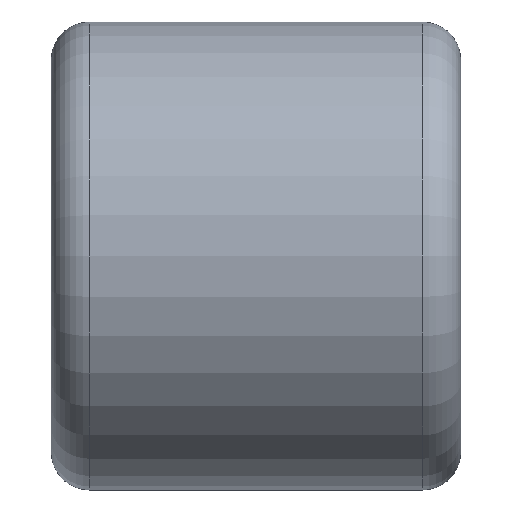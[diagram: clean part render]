
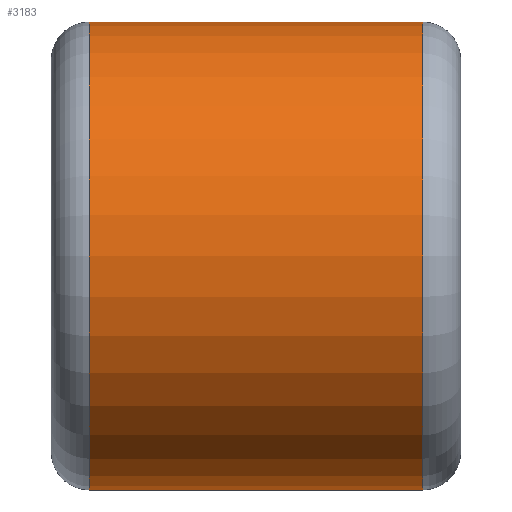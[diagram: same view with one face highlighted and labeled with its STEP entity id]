
A CAD part, front view. The second image highlights one B-rep face of the part: STEP entity #3183.
In plain terms, the highlighted cylindrical face has radius 40 mm (diameter 80 mm), a partial arc.
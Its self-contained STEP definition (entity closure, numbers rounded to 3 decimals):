
#94 = EDGE_CURVE ( 'NONE', #2632, #1718, #4573, .T. ) ;
#147 = CARTESIAN_POINT ( 'NONE',  ( 28.5, 0., 221.542 ) ) ;
#439 = EDGE_CURVE ( 'NONE', #1406, #1646, #2919, .T. ) ;
#524 = DIRECTION ( 'NONE',  ( 0., 0., 1. ) ) ;
#542 = FACE_OUTER_BOUND ( 'NONE', #703, .T. ) ;
#597 = CARTESIAN_POINT ( 'NONE',  ( -28.5, 0., 141.542 ) ) ;
#703 = EDGE_LOOP ( 'NONE', ( #2674, #2422, #2945, #4185 ) ) ;
#748 = AXIS2_PLACEMENT_3D ( 'NONE', #3760, #4494, #524 ) ;
#928 = CARTESIAN_POINT ( 'NONE',  ( 28.5, 0., 181.542 ) ) ;
#1020 = DIRECTION ( 'NONE',  ( 0., 0., 1. ) ) ;
#1127 = CARTESIAN_POINT ( 'NONE',  ( -28.5, 0., 221.542 ) ) ;
#1225 = CIRCLE ( 'NONE', #1993, 40. ) ;
#1406 = VERTEX_POINT ( 'NONE', #1571 ) ;
#1571 = CARTESIAN_POINT ( 'NONE',  ( 28.5, 0., 141.542 ) ) ;
#1646 = VERTEX_POINT ( 'NONE', #597 ) ;
#1718 = VERTEX_POINT ( 'NONE', #1127 ) ;
#1741 = DIRECTION ( 'NONE',  ( -1., 0., 0. ) ) ;
#1812 = DIRECTION ( 'NONE',  ( 0., 0., -1. ) ) ;
#1993 = AXIS2_PLACEMENT_3D ( 'NONE', #928, #1741, #1020 ) ;
#2422 = ORIENTED_EDGE ( 'NONE', *, *, #4313, .T. ) ;
#2482 = DIRECTION ( 'NONE',  ( 1., 0., 0. ) ) ;
#2608 = VECTOR ( 'NONE', #4606, 1000. ) ;
#2632 = VERTEX_POINT ( 'NONE', #147 ) ;
#2674 = ORIENTED_EDGE ( 'NONE', *, *, #439, .F. ) ;
#2789 = CIRCLE ( 'NONE', #3410, 40. ) ;
#2919 = LINE ( 'NONE', #3476, #3305 ) ;
#2945 = ORIENTED_EDGE ( 'NONE', *, *, #94, .T. ) ;
#3151 = CARTESIAN_POINT ( 'NONE',  ( -57.637, 0., 221.542 ) ) ;
#3183 = ADVANCED_FACE ( 'NONE', ( #542 ), #3800, .T. ) ;
#3305 = VECTOR ( 'NONE', #4155, 1000. ) ;
#3410 = AXIS2_PLACEMENT_3D ( 'NONE', #4011, #2482, #1812 ) ;
#3476 = CARTESIAN_POINT ( 'NONE',  ( -57.637, 0., 141.542 ) ) ;
#3760 = CARTESIAN_POINT ( 'NONE',  ( -57.637, 0., 181.542 ) ) ;
#3800 = CYLINDRICAL_SURFACE ( 'NONE', #748, 40. ) ;
#4011 = CARTESIAN_POINT ( 'NONE',  ( -28.5, 0., 181.542 ) ) ;
#4155 = DIRECTION ( 'NONE',  ( -1., 0., 0. ) ) ;
#4185 = ORIENTED_EDGE ( 'NONE', *, *, #4474, .T. ) ;
#4313 = EDGE_CURVE ( 'NONE', #1406, #2632, #1225, .T. ) ;
#4474 = EDGE_CURVE ( 'NONE', #1718, #1646, #2789, .T. ) ;
#4494 = DIRECTION ( 'NONE',  ( -1., 0., 0. ) ) ;
#4573 = LINE ( 'NONE', #3151, #2608 ) ;
#4606 = DIRECTION ( 'NONE',  ( -1., 0., 0. ) ) ;
